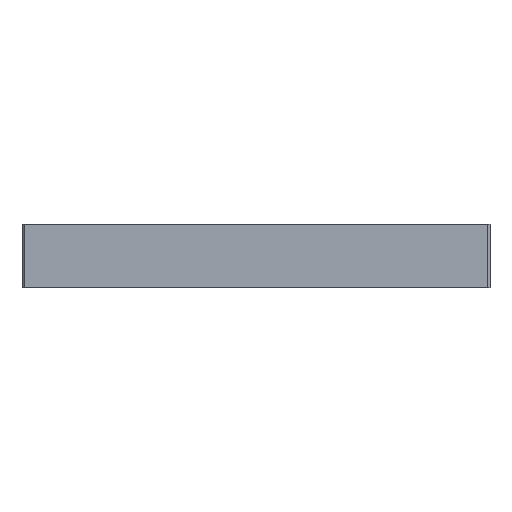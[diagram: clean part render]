
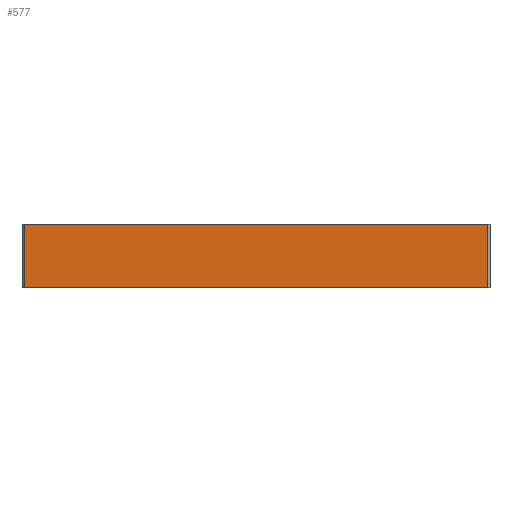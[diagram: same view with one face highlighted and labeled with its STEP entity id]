
A CAD part, front view. The second image highlights one B-rep face of the part: STEP entity #577.
In plain terms, the highlighted planar face has unit normal (0, -1, 0).
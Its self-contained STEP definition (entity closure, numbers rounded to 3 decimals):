
#28 = CARTESIAN_POINT ( 'NONE',  ( 110.3, -142.8, 30. ) ) ;
#41 = PLANE ( 'NONE',  #762 ) ;
#158 = EDGE_CURVE ( 'NONE', #1191, #286, #728, .T. ) ;
#161 = VECTOR ( 'NONE', #1263, 1000. ) ;
#190 = CARTESIAN_POINT ( 'NONE',  ( 111.3, -142.8, 0. ) ) ;
#201 = DIRECTION ( 'NONE',  ( -1., 0., 0. ) ) ;
#254 = DIRECTION ( 'NONE',  ( 0., -1., 0. ) ) ;
#260 = DIRECTION ( 'NONE',  ( 1., 0., 0. ) ) ;
#274 = DIRECTION ( 'NONE',  ( 0., 0., 1. ) ) ;
#286 = VERTEX_POINT ( 'NONE', #422 ) ;
#341 = VECTOR ( 'NONE', #1031, 1000. ) ;
#422 = CARTESIAN_POINT ( 'NONE',  ( -110.3, -142.8, 0. ) ) ;
#423 = CARTESIAN_POINT ( 'NONE',  ( 111.3, -142.8, 30. ) ) ;
#468 = CARTESIAN_POINT ( 'NONE',  ( 111.3, -142.8, 30. ) ) ;
#494 = VERTEX_POINT ( 'NONE', #28 ) ;
#549 = EDGE_CURVE ( 'NONE', #1097, #494, #808, .T. ) ;
#577 = ADVANCED_FACE ( 'NONE', ( #1087 ), #41, .T. ) ;
#586 = CARTESIAN_POINT ( 'NONE',  ( -110.3, -142.8, 30. ) ) ;
#667 = CARTESIAN_POINT ( 'NONE',  ( 110.3, -142.8, 0. ) ) ;
#728 = LINE ( 'NONE', #1231, #341 ) ;
#762 = AXIS2_PLACEMENT_3D ( 'NONE', #468, #254, #260 ) ;
#789 = VECTOR ( 'NONE', #274, 1000. ) ;
#801 = CARTESIAN_POINT ( 'NONE',  ( 110.3, -142.8, 30. ) ) ;
#808 = LINE ( 'NONE', #801, #789 ) ;
#809 = ORIENTED_EDGE ( 'NONE', *, *, #158, .T. ) ;
#931 = LINE ( 'NONE', #190, #1225 ) ;
#987 = ORIENTED_EDGE ( 'NONE', *, *, #1318, .T. ) ;
#989 = ORIENTED_EDGE ( 'NONE', *, *, #549, .T. ) ;
#1031 = DIRECTION ( 'NONE',  ( 0., 0., -1. ) ) ;
#1087 = FACE_OUTER_BOUND ( 'NONE', #1170, .T. ) ;
#1097 = VERTEX_POINT ( 'NONE', #667 ) ;
#1170 = EDGE_LOOP ( 'NONE', ( #987, #809, #1220, #989 ) ) ;
#1191 = VERTEX_POINT ( 'NONE', #586 ) ;
#1220 = ORIENTED_EDGE ( 'NONE', *, *, #1326, .F. ) ;
#1225 = VECTOR ( 'NONE', #201, 1000. ) ;
#1231 = CARTESIAN_POINT ( 'NONE',  ( -110.3, -142.8, 30. ) ) ;
#1263 = DIRECTION ( 'NONE',  ( -1., 0., 0. ) ) ;
#1318 = EDGE_CURVE ( 'NONE', #494, #1191, #1379, .T. ) ;
#1326 = EDGE_CURVE ( 'NONE', #1097, #286, #931, .T. ) ;
#1379 = LINE ( 'NONE', #423, #161 ) ;
